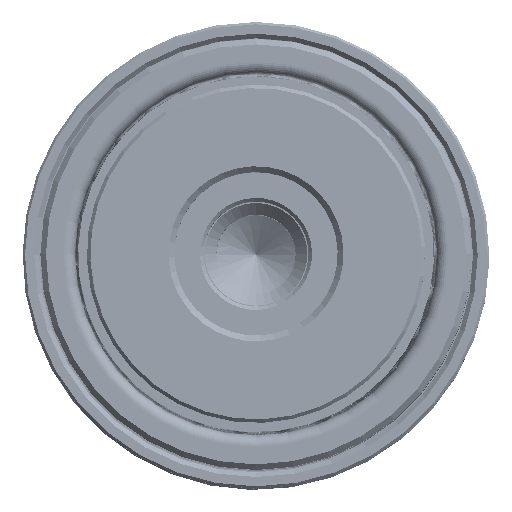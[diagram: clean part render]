
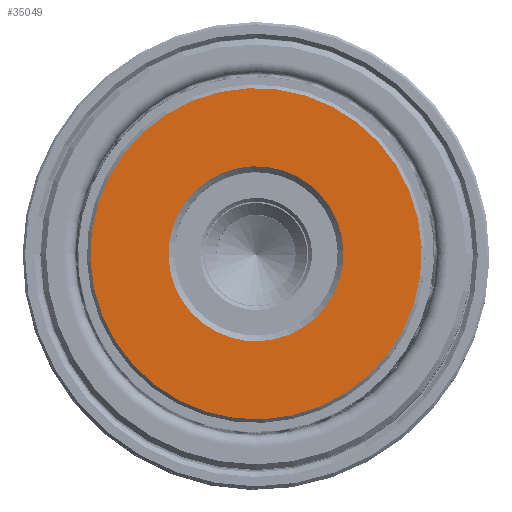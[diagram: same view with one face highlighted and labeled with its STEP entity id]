
A CAD part, top view. The second image highlights one B-rep face of the part: STEP entity #35049.
In plain terms, the highlighted face is planar.
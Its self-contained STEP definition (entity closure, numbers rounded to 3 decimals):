
#147 = VERTEX_POINT ( 'NONE', #35796 ) ;
#576 = CIRCLE ( 'NONE', #963, 7.5 ) ;
#963 = AXIS2_PLACEMENT_3D ( 'NONE', #25730, #1894, #29716 ) ;
#1130 = FACE_BOUND ( 'NONE', #13081, .T. ) ;
#1416 = DIRECTION ( 'NONE',  ( 0., 0., 1. ) ) ;
#1641 = EDGE_CURVE ( 'NONE', #2978, #147, #24777, .T. ) ;
#1894 = DIRECTION ( 'NONE',  ( 0., 0., 1. ) ) ;
#2978 = VERTEX_POINT ( 'NONE', #28974 ) ;
#4260 = EDGE_CURVE ( 'NONE', #147, #2978, #10976, .T. ) ;
#5427 = ORIENTED_EDGE ( 'NONE', *, *, #22451, .T. ) ;
#8991 = CIRCLE ( 'NONE', #50985, 7.5 ) ;
#10976 = CIRCLE ( 'NONE', #43753, 14.2 ) ;
#11683 = FACE_OUTER_BOUND ( 'NONE', #41361, .T. ) ;
#13081 = EDGE_LOOP ( 'NONE', ( #32565, #5427 ) ) ;
#13129 = DIRECTION ( 'NONE',  ( 0., 0., 1. ) ) ;
#13608 = EDGE_CURVE ( 'NONE', #46041, #26219, #576, .T. ) ;
#14210 = CARTESIAN_POINT ( 'NONE',  ( 0., 0., 0. ) ) ;
#14267 = CARTESIAN_POINT ( 'NONE',  ( -7.5, 0., 0. ) ) ;
#18196 = DIRECTION ( 'NONE',  ( 1., 0., 0. ) ) ;
#18282 = DIRECTION ( 'NONE',  ( 0., 0., -1. ) ) ;
#21160 = AXIS2_PLACEMENT_3D ( 'NONE', #42068, #18282, #46062 ) ;
#22451 = EDGE_CURVE ( 'NONE', #26219, #46041, #8991, .T. ) ;
#24777 = CIRCLE ( 'NONE', #21160, 14.2 ) ;
#24831 = CARTESIAN_POINT ( 'NONE',  ( 7.5, 0., 0. ) ) ;
#25262 = CARTESIAN_POINT ( 'NONE',  ( 0., 0., 0. ) ) ;
#25730 = CARTESIAN_POINT ( 'NONE',  ( 0., 0., 0. ) ) ;
#26219 = VERTEX_POINT ( 'NONE', #24831 ) ;
#28974 = CARTESIAN_POINT ( 'NONE',  ( -14.2, 0., 0. ) ) ;
#29248 = DIRECTION ( 'NONE',  ( 1., 0., 0. ) ) ;
#29633 = ORIENTED_EDGE ( 'NONE', *, *, #4260, .T. ) ;
#29716 = DIRECTION ( 'NONE',  ( 1., 0., 0. ) ) ;
#31396 = ORIENTED_EDGE ( 'NONE', *, *, #1641, .T. ) ;
#32565 = ORIENTED_EDGE ( 'NONE', *, *, #13608, .T. ) ;
#32588 = PLANE ( 'NONE',  #46570 ) ;
#35049 = ADVANCED_FACE ( 'NONE', ( #11683, #1130 ), #32588, .F. ) ;
#35796 = CARTESIAN_POINT ( 'NONE',  ( 14.2, 0., 0. ) ) ;
#36945 = CARTESIAN_POINT ( 'NONE',  ( 0., 0., 0. ) ) ;
#40936 = DIRECTION ( 'NONE',  ( 1., 0., 0. ) ) ;
#41361 = EDGE_LOOP ( 'NONE', ( #29633, #31396 ) ) ;
#41978 = DIRECTION ( 'NONE',  ( 0., 0., -1. ) ) ;
#42068 = CARTESIAN_POINT ( 'NONE',  ( 0., 0., 0. ) ) ;
#43753 = AXIS2_PLACEMENT_3D ( 'NONE', #14210, #41978, #18196 ) ;
#46041 = VERTEX_POINT ( 'NONE', #14267 ) ;
#46062 = DIRECTION ( 'NONE',  ( 1., 0., 0. ) ) ;
#46570 = AXIS2_PLACEMENT_3D ( 'NONE', #36945, #13129, #40936 ) ;
#50985 = AXIS2_PLACEMENT_3D ( 'NONE', #25262, #1416, #29248 ) ;
